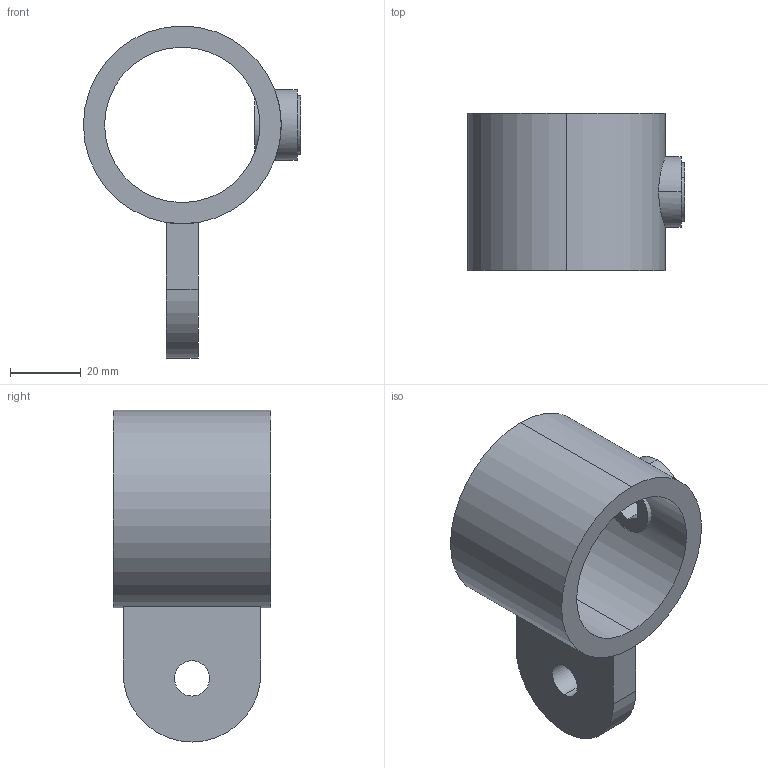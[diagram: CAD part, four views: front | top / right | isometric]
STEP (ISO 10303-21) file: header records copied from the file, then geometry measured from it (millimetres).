
FILE_DESCRIPTION (( 'STEP AP203' ), '1' );
FILE_NAME ('173M-C42.step', '2015-09-17T16:26:13', ( '' ), ( '' ), 'SwSTEP 2.0', 'SolidWorks 2015', '' );
FILE_SCHEMA (( 'CONFIG_CONTROL_DESIGN' ));
Length unit declared in the file: millimetre
Products named in the file (3): 173M-C42 Teil1_zeichnung; 173M-C42 Teil2_zeichnung; 173M-C42
Assembly tree (2 placements, depth 2):
  173M-C42
    173M-C42 Teil1_zeichnung
    173M-C42 Teil2_zeichnung
Bounding box: 61.5 x 44.5 x 94 mm (x, y, z)
Volume: 54763.8 mm3; surface area: 21045.6 mm2
Topology: 2 solids, 2 shells, 28 faces, 69 edges, 46 vertices
Faces by surface type: plane 15, cylinder 13
Entity records: 1338 total; most frequent: CARTESIAN_POINT 334, DIRECTION 157, ORIENTED_EDGE 138, EDGE_CURVE 69, AXIS2_PLACEMENT_3D 59, VERTEX_POINT 46, VECTOR 39, LINE 39
